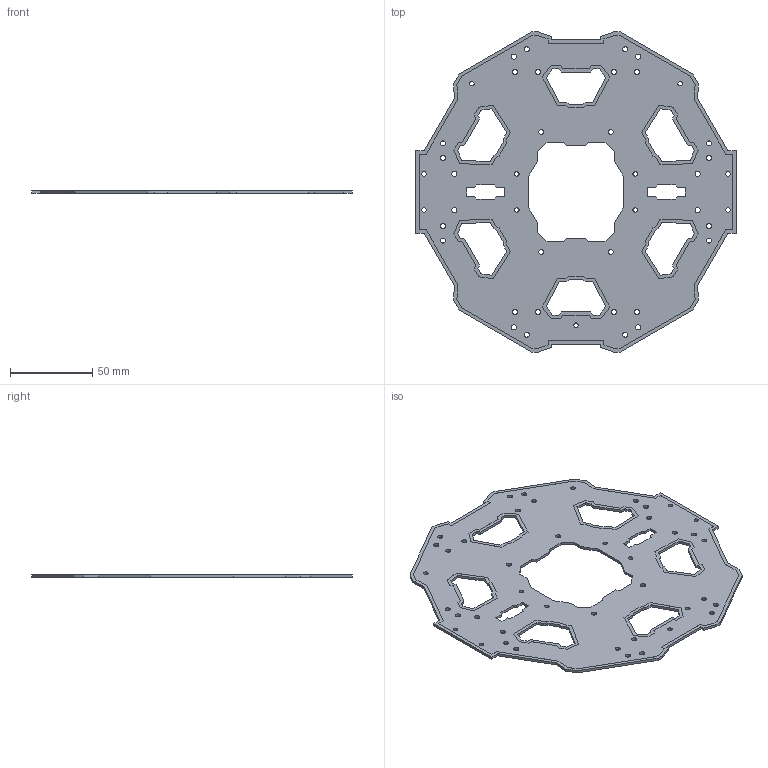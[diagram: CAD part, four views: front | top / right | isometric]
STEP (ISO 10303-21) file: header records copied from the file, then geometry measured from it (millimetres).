
FILE_DESCRIPTION (( 'STEP AP203' ), '1' );
FILE_NAME ('plate1.STEP', '2022-07-07T03:50:47', ( '' ), ( '' ), 'SwSTEP 2.0', 'SolidWorks 2020', '' );
FILE_SCHEMA (( 'CONFIG_CONTROL_DESIGN' ));
Length unit declared in the file: millimetre
Products named in the file (1): plate1
Bounding box: 195 x 194.74 x 1.6 mm (x, y, z)
Volume: 35713.7 mm3; surface area: 47845.4 mm2
Topology: 1 solids, 1 shells, 383 faces, 1122 edges, 748 vertices
Faces by surface type: plane 297, cylinder 86
Entity records: 12893 total; most frequent: CARTESIAN_POINT 2254, ORIENTED_EDGE 2244, DIRECTION 2062, EDGE_CURVE 1122, LINE 950, VECTOR 950, VERTEX_POINT 748, AXIS2_PLACEMENT_3D 556
